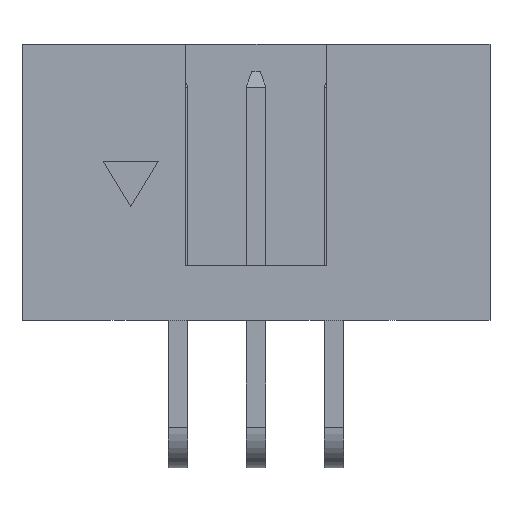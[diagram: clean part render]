
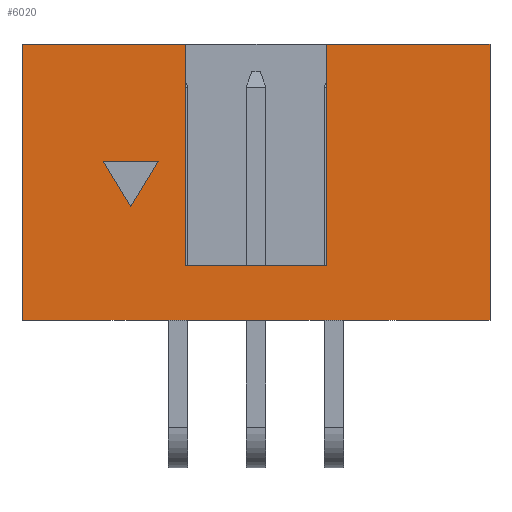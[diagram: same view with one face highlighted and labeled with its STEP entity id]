
A CAD part, front view. The second image highlights one B-rep face of the part: STEP entity #6020.
In plain terms, the highlighted planar face has unit normal (0, -1, 0).
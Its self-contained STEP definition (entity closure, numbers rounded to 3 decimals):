
#130 = VECTOR ( 'NONE', #387, 1000. ) ;
#131 = CARTESIAN_POINT ( 'NONE',  ( -7.62, -4.375, 9. ) ) ;
#185 = CARTESIAN_POINT ( 'NONE',  ( -2.3, -4.375, 1.8 ) ) ;
#217 = VERTEX_POINT ( 'NONE', #3770 ) ;
#387 = DIRECTION ( 'NONE',  ( 0., 0., 1. ) ) ;
#464 = CARTESIAN_POINT ( 'NONE',  ( -7.62, -4.375, 9. ) ) ;
#529 = ORIENTED_EDGE ( 'NONE', *, *, #3736, .T. ) ;
#536 = VERTEX_POINT ( 'NONE', #3418 ) ;
#608 = EDGE_CURVE ( 'NONE', #866, #2521, #5408, .T. ) ;
#641 = EDGE_CURVE ( 'NONE', #6429, #217, #5626, .T. ) ;
#682 = ORIENTED_EDGE ( 'NONE', *, *, #2550, .F. ) ;
#683 = LINE ( 'NONE', #2826, #2596 ) ;
#776 = VECTOR ( 'NONE', #2332, 1000. ) ;
#832 = LINE ( 'NONE', #2426, #130 ) ;
#864 = FACE_BOUND ( 'NONE', #1358, .T. ) ;
#866 = VERTEX_POINT ( 'NONE', #6583 ) ;
#901 = DIRECTION ( 'NONE',  ( -1., 0., 0. ) ) ;
#905 = PLANE ( 'NONE',  #2778 ) ;
#1013 = EDGE_CURVE ( 'NONE', #536, #2939, #1209, .T. ) ;
#1056 = VERTEX_POINT ( 'NONE', #4858 ) ;
#1209 = LINE ( 'NONE', #3862, #5541 ) ;
#1272 = DIRECTION ( 'NONE',  ( 0., 0., -1. ) ) ;
#1297 = ORIENTED_EDGE ( 'NONE', *, *, #2418, .F. ) ;
#1358 = EDGE_LOOP ( 'NONE', ( #2107, #4575, #2167 ) ) ;
#1498 = DIRECTION ( 'NONE',  ( 0., 0., 1. ) ) ;
#1841 = CARTESIAN_POINT ( 'NONE',  ( -7.62, -4.375, 0. ) ) ;
#1891 = CARTESIAN_POINT ( 'NONE',  ( -2.3, -4.375, 1.8 ) ) ;
#1966 = ORIENTED_EDGE ( 'NONE', *, *, #2004, .T. ) ;
#2004 = EDGE_CURVE ( 'NONE', #2643, #4023, #5650, .T. ) ;
#2077 = LINE ( 'NONE', #4177, #5590 ) ;
#2107 = ORIENTED_EDGE ( 'NONE', *, *, #1013, .F. ) ;
#2159 = ORIENTED_EDGE ( 'NONE', *, *, #641, .F. ) ;
#2167 = ORIENTED_EDGE ( 'NONE', *, *, #4032, .F. ) ;
#2332 = DIRECTION ( 'NONE',  ( 1., 0., 0. ) ) ;
#2403 = LINE ( 'NONE', #1841, #776 ) ;
#2418 = EDGE_CURVE ( 'NONE', #2643, #5568, #683, .T. ) ;
#2426 = CARTESIAN_POINT ( 'NONE',  ( -2.3, -4.375, -2.869 ) ) ;
#2521 = VERTEX_POINT ( 'NONE', #131 ) ;
#2539 = FACE_OUTER_BOUND ( 'NONE', #2876, .T. ) ;
#2550 = EDGE_CURVE ( 'NONE', #217, #4023, #6050, .T. ) ;
#2596 = VECTOR ( 'NONE', #1272, 1000. ) ;
#2643 = VERTEX_POINT ( 'NONE', #4599 ) ;
#2778 = AXIS2_PLACEMENT_3D ( 'NONE', #5149, #6138, #1498 ) ;
#2826 = CARTESIAN_POINT ( 'NONE',  ( 7.62, -4.375, 1.8 ) ) ;
#2845 = CARTESIAN_POINT ( 'NONE',  ( 2.3, -4.375, 9. ) ) ;
#2876 = EDGE_LOOP ( 'NONE', ( #2159, #4778, #5143, #6516, #529, #1297, #1966, #682 ) ) ;
#2939 = VERTEX_POINT ( 'NONE', #6740 ) ;
#3001 = EDGE_CURVE ( 'NONE', #4223, #536, #2077, .T. ) ;
#3088 = CARTESIAN_POINT ( 'NONE',  ( -7.62, -4.375, 1.8 ) ) ;
#3418 = CARTESIAN_POINT ( 'NONE',  ( -4.081, -4.375, 3.716 ) ) ;
#3700 = DIRECTION ( 'NONE',  ( 0., 0., -1. ) ) ;
#3736 = EDGE_CURVE ( 'NONE', #1056, #5568, #2403, .T. ) ;
#3770 = CARTESIAN_POINT ( 'NONE',  ( 2.3, -4.375, 1.8 ) ) ;
#3862 = CARTESIAN_POINT ( 'NONE',  ( -3.185, -4.375, 5.19 ) ) ;
#4023 = VERTEX_POINT ( 'NONE', #2845 ) ;
#4032 = EDGE_CURVE ( 'NONE', #2939, #4223, #5484, .T. ) ;
#4051 = DIRECTION ( 'NONE',  ( 0., 0., 1. ) ) ;
#4056 = CARTESIAN_POINT ( 'NONE',  ( -7.62, -4.375, 9. ) ) ;
#4111 = DIRECTION ( 'NONE',  ( -1., 0., 0. ) ) ;
#4177 = CARTESIAN_POINT ( 'NONE',  ( -4.081, -4.375, 3.716 ) ) ;
#4223 = VERTEX_POINT ( 'NONE', #5998 ) ;
#4318 = VECTOR ( 'NONE', #3700, 1000. ) ;
#4380 = EDGE_CURVE ( 'NONE', #6429, #866, #832, .T. ) ;
#4575 = ORIENTED_EDGE ( 'NONE', *, *, #3001, .F. ) ;
#4599 = CARTESIAN_POINT ( 'NONE',  ( 7.62, -4.375, 9. ) ) ;
#4672 = VECTOR ( 'NONE', #4111, 1000. ) ;
#4778 = ORIENTED_EDGE ( 'NONE', *, *, #4380, .T. ) ;
#4858 = CARTESIAN_POINT ( 'NONE',  ( -7.62, -4.375, 0. ) ) ;
#4961 = VECTOR ( 'NONE', #901, 1000. ) ;
#5123 = DIRECTION ( 'NONE',  ( 0.52, 0., -0.854 ) ) ;
#5126 = VECTOR ( 'NONE', #4051, 1000. ) ;
#5143 = ORIENTED_EDGE ( 'NONE', *, *, #608, .T. ) ;
#5149 = CARTESIAN_POINT ( 'NONE',  ( -7.62, -4.375, 1.8 ) ) ;
#5304 = LINE ( 'NONE', #3088, #4318 ) ;
#5345 = DIRECTION ( 'NONE',  ( 0.52, 0., 0.854 ) ) ;
#5408 = LINE ( 'NONE', #4056, #6113 ) ;
#5484 = LINE ( 'NONE', #6006, #4961 ) ;
#5508 = DIRECTION ( 'NONE',  ( -1., 0., 0. ) ) ;
#5541 = VECTOR ( 'NONE', #5345, 1000. ) ;
#5564 = VECTOR ( 'NONE', #6556, 1000. ) ;
#5568 = VERTEX_POINT ( 'NONE', #6518 ) ;
#5590 = VECTOR ( 'NONE', #5123, 1000. ) ;
#5626 = LINE ( 'NONE', #185, #5564 ) ;
#5650 = LINE ( 'NONE', #464, #4672 ) ;
#5998 = CARTESIAN_POINT ( 'NONE',  ( -4.976, -4.375, 5.19 ) ) ;
#6006 = CARTESIAN_POINT ( 'NONE',  ( -4.976, -4.375, 5.19 ) ) ;
#6020 = ADVANCED_FACE ( 'NONE', ( #864, #2539 ), #905, .F. ) ;
#6050 = LINE ( 'NONE', #6679, #5126 ) ;
#6113 = VECTOR ( 'NONE', #5508, 1000. ) ;
#6138 = DIRECTION ( 'NONE',  ( 0., 1., 0. ) ) ;
#6429 = VERTEX_POINT ( 'NONE', #1891 ) ;
#6491 = EDGE_CURVE ( 'NONE', #2521, #1056, #5304, .T. ) ;
#6516 = ORIENTED_EDGE ( 'NONE', *, *, #6491, .T. ) ;
#6518 = CARTESIAN_POINT ( 'NONE',  ( 7.62, -4.375, 0. ) ) ;
#6556 = DIRECTION ( 'NONE',  ( 1., 0., 0. ) ) ;
#6583 = CARTESIAN_POINT ( 'NONE',  ( -2.3, -4.375, 9. ) ) ;
#6679 = CARTESIAN_POINT ( 'NONE',  ( 2.3, -4.375, -2.869 ) ) ;
#6740 = CARTESIAN_POINT ( 'NONE',  ( -3.185, -4.375, 5.19 ) ) ;
